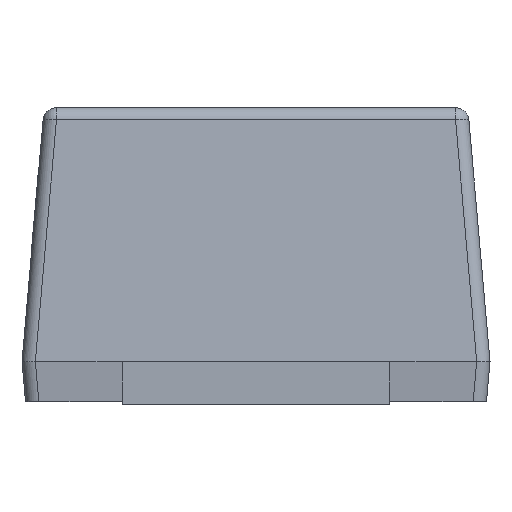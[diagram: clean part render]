
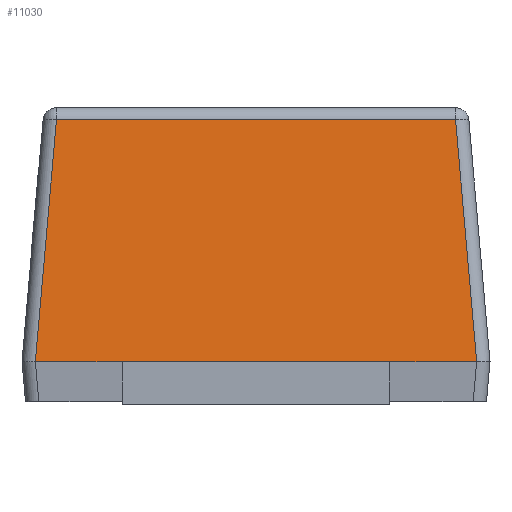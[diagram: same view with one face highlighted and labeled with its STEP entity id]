
A CAD part, left-side view. The second image highlights one B-rep face of the part: STEP entity #11030.
In plain terms, the highlighted planar face has unit normal (-0.996, 0, 0.087).
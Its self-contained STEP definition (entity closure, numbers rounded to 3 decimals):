
#752 = FACE_OUTER_BOUND ( 'NONE', #4883, .T. ) ;
#1325 = VERTEX_POINT ( 'NONE', #11617 ) ;
#1371 = CARTESIAN_POINT ( 'NONE',  ( -1.35, 0.5, 0. ) ) ;
#1565 = LINE ( 'NONE', #6739, #3540 ) ;
#1792 = DIRECTION ( 'NONE',  ( 0., 1., 0. ) ) ;
#2058 = VERTEX_POINT ( 'NONE', #1371 ) ;
#2139 = CARTESIAN_POINT ( 'NONE',  ( -1.271, -0.746, 0.904 ) ) ;
#2289 = VECTOR ( 'NONE', #6496, 1000. ) ;
#2597 = ORIENTED_EDGE ( 'NONE', *, *, #11992, .T. ) ;
#3135 = CARTESIAN_POINT ( 'NONE',  ( -1.35, 0.875, 0. ) ) ;
#3416 = CARTESIAN_POINT ( 'NONE',  ( -1.35, -0.5, 0. ) ) ;
#3540 = VECTOR ( 'NONE', #10377, 1000. ) ;
#3944 = VERTEX_POINT ( 'NONE', #2139 ) ;
#4230 = LINE ( 'NONE', #5142, #6186 ) ;
#4883 = EDGE_LOOP ( 'NONE', ( #8362, #6887, #12380, #6568, #10157, #2597 ) ) ;
#5030 = EDGE_CURVE ( 'NONE', #3944, #7934, #8701, .T. ) ;
#5142 = CARTESIAN_POINT ( 'NONE',  ( -1.35, 0.875, 0. ) ) ;
#5891 = VECTOR ( 'NONE', #12587, 1000. ) ;
#6109 = DIRECTION ( 'NONE',  ( 0., -1., 0. ) ) ;
#6186 = VECTOR ( 'NONE', #6109, 1000. ) ;
#6224 = DIRECTION ( 'NONE',  ( 0., -1., 0. ) ) ;
#6457 = VERTEX_POINT ( 'NONE', #12565 ) ;
#6496 = DIRECTION ( 'NONE',  ( 0., -1., 0. ) ) ;
#6568 = ORIENTED_EDGE ( 'NONE', *, *, #10272, .T. ) ;
#6739 = CARTESIAN_POINT ( 'NONE',  ( -1.337, -0.812, 0.147 ) ) ;
#6826 = CARTESIAN_POINT ( 'NONE',  ( -1.35, 0.826, -0.004 ) ) ;
#6887 = ORIENTED_EDGE ( 'NONE', *, *, #7528, .T. ) ;
#7167 = LINE ( 'NONE', #3135, #10867 ) ;
#7528 = EDGE_CURVE ( 'NONE', #7934, #6457, #10588, .T. ) ;
#7705 = DIRECTION ( 'NONE',  ( -0.996, 0., 0.087 ) ) ;
#7934 = VERTEX_POINT ( 'NONE', #9224 ) ;
#8362 = ORIENTED_EDGE ( 'NONE', *, *, #5030, .T. ) ;
#8701 = LINE ( 'NONE', #10523, #9906 ) ;
#9224 = CARTESIAN_POINT ( 'NONE',  ( -1.271, 0.746, 0.904 ) ) ;
#9325 = PLANE ( 'NONE',  #11077 ) ;
#9906 = VECTOR ( 'NONE', #1792, 1000. ) ;
#10157 = ORIENTED_EDGE ( 'NONE', *, *, #11126, .T. ) ;
#10272 = EDGE_CURVE ( 'NONE', #2058, #10284, #10446, .T. ) ;
#10284 = VERTEX_POINT ( 'NONE', #3416 ) ;
#10377 = DIRECTION ( 'NONE',  ( 0.087, 0.087, 0.992 ) ) ;
#10446 = LINE ( 'NONE', #12434, #2289 ) ;
#10523 = CARTESIAN_POINT ( 'NONE',  ( -1.271, 0.792, 0.904 ) ) ;
#10588 = LINE ( 'NONE', #6826, #5891 ) ;
#10867 = VECTOR ( 'NONE', #6224, 1000. ) ;
#11030 = ADVANCED_FACE ( 'NONE', ( #752 ), #9325, .T. ) ;
#11077 = AXIS2_PLACEMENT_3D ( 'NONE', #11665, #7705, #11785 ) ;
#11126 = EDGE_CURVE ( 'NONE', #10284, #1325, #4230, .T. ) ;
#11418 = EDGE_CURVE ( 'NONE', #6457, #2058, #7167, .T. ) ;
#11617 = CARTESIAN_POINT ( 'NONE',  ( -1.35, -0.825, 0. ) ) ;
#11665 = CARTESIAN_POINT ( 'NONE',  ( -1.35, 0.875, 0. ) ) ;
#11785 = DIRECTION ( 'NONE',  ( 0.087, 0., 0.996 ) ) ;
#11992 = EDGE_CURVE ( 'NONE', #1325, #3944, #1565, .T. ) ;
#12380 = ORIENTED_EDGE ( 'NONE', *, *, #11418, .T. ) ;
#12434 = CARTESIAN_POINT ( 'NONE',  ( -1.35, 0.875, 0. ) ) ;
#12565 = CARTESIAN_POINT ( 'NONE',  ( -1.35, 0.825, 0. ) ) ;
#12587 = DIRECTION ( 'NONE',  ( -0.087, 0.087, -0.992 ) ) ;
